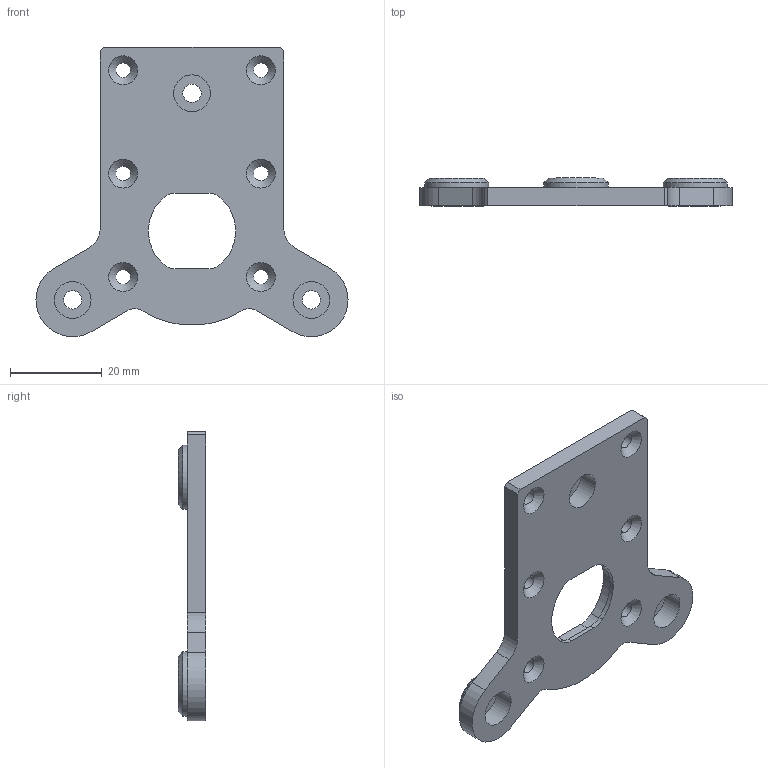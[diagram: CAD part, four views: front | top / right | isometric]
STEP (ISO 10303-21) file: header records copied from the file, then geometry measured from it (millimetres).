
FILE_DESCRIPTION(/* description */ (''),/* implementation_level */ '2;1');
FILE_NAME(/* name */ 'TC-PLATE v1.2.step',/* time_stamp */ '2019-06-12T10:08:29+01:00',/* author */ (''),/* organization */ (''),/* preprocessor_version */ 'ST-DEVELOPER v18',/* originating_system */ 'Autodesk Translation Framework v8.2.0.1029',/* authorisation */ '');
FILE_SCHEMA (('AUTOMOTIVE_DESIGN { 1 0 10303 214 3 1 1 }'));
Length unit declared in the file: millimetre
Products named in the file (2): TC-PLATE; TC-PLATE_1
Assembly tree (1 placements, depth 2):
  TC-PLATE
    TC-PLATE_1
Bounding box: 67.96 x 6 x 63 mm (x, y, z)
Volume: 9717.4 mm3; surface area: 6873 mm2
Topology: 1 solids, 1 shells, 65 faces, 177 edges, 121 vertices
Faces by surface type: cylinder 34, plane 22, cone 9
Full cylindrical faces by diameter (mm): 3.2 x6, 4 x3, 8 x3, 14 x3
Entity records: 2227 total; most frequent: DIRECTION 410, CARTESIAN_POINT 367, ORIENTED_EDGE 354, EDGE_CURVE 177, AXIS2_PLACEMENT_3D 164, VERTEX_POINT 121, CIRCLE 95, EDGE_LOOP 92
